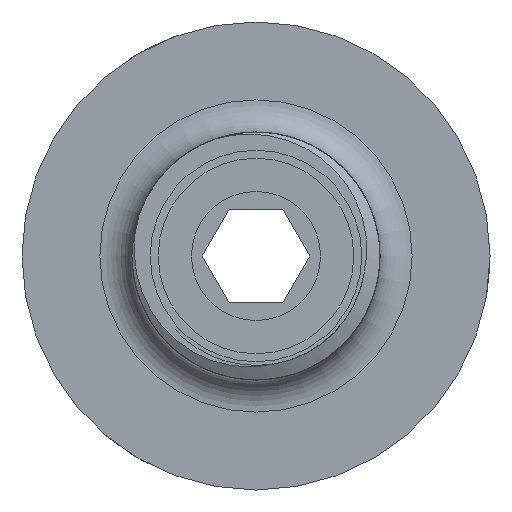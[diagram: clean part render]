
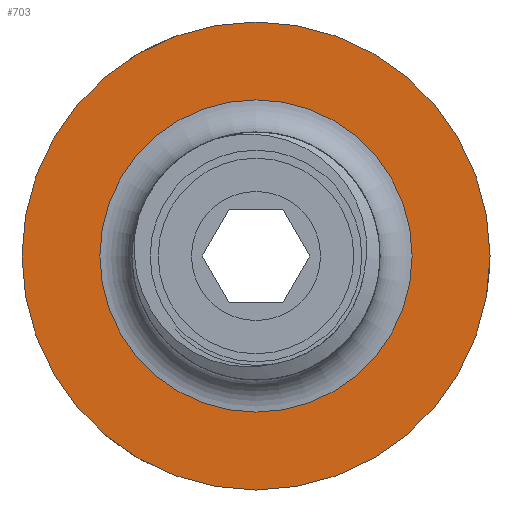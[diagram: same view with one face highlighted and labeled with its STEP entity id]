
A CAD part, front view. The second image highlights one B-rep face of the part: STEP entity #703.
In plain terms, the highlighted planar face has unit normal (0, -1, 0).
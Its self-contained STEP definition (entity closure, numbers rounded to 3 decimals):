
#19=FACE_BOUND('',#109,.T.);
#30=PLANE('',#773);
#65=FACE_OUTER_BOUND('',#108,.T.);
#108=EDGE_LOOP('',(#526));
#109=EDGE_LOOP('',(#527));
#158=CIRCLE('',#771,24.351);
#160=CIRCLE('',#774,36.5);
#340=VERTEX_POINT('',#1322);
#341=VERTEX_POINT('',#1326);
#413=EDGE_CURVE('',#340,#340,#158,.T.);
#415=EDGE_CURVE('',#341,#341,#160,.T.);
#526=ORIENTED_EDGE('',*,*,#415,.T.);
#527=ORIENTED_EDGE('',*,*,#413,.F.);
#703=ADVANCED_FACE('',(#65,#19),#30,.F.);
#771=AXIS2_PLACEMENT_3D('',#1323,#877,#878);
#773=AXIS2_PLACEMENT_3D('',#1325,#881,#882);
#774=AXIS2_PLACEMENT_3D('',#1327,#883,#884);
#877=DIRECTION('center_axis',(0.,-1.,0.));
#878=DIRECTION('ref_axis',(0.5,0.,-0.866));
#881=DIRECTION('center_axis',(0.,1.,0.));
#882=DIRECTION('ref_axis',(-1.,0.,0.));
#883=DIRECTION('center_axis',(0.,-1.,0.));
#884=DIRECTION('ref_axis',(-1.,0.,0.));
#1322=CARTESIAN_POINT('',(0.,13.,24.351));
#1323=CARTESIAN_POINT('Origin',(0.,13.,0.));
#1325=CARTESIAN_POINT('Origin',(0.,13.,0.));
#1326=CARTESIAN_POINT('',(-18.25,13.,-31.61));
#1327=CARTESIAN_POINT('Origin',(0.,13.,0.));
